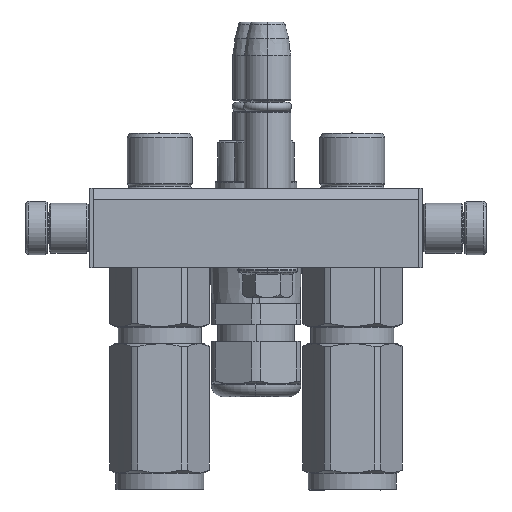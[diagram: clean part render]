
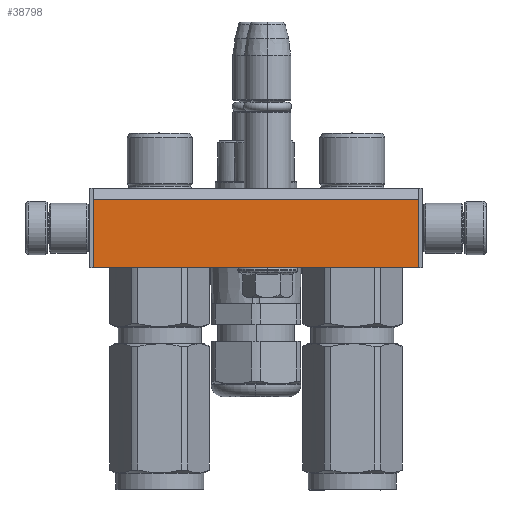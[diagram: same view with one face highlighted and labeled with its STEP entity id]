
A CAD part, left-side view. The second image highlights one B-rep face of the part: STEP entity #38798.
In plain terms, the highlighted face is planar.
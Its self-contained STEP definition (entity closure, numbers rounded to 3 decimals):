
#5562 = CARTESIAN_POINT ( 'NONE',  ( -21., 0., 24. ) ) ;
#7576 = VERTEX_POINT ( 'NONE', #24522 ) ;
#9800 = ORIENTED_EDGE ( 'NONE', *, *, #37396, .T. ) ;
#10002 = EDGE_CURVE ( 'NONE', #51210, #19899, #29168, .T. ) ;
#15533 = AXIS2_PLACEMENT_3D ( 'NONE', #5562, #57890, #21425 ) ;
#19205 = LINE ( 'NONE', #59643, #37837 ) ;
#19899 = VERTEX_POINT ( 'NONE', #49164 ) ;
#20922 = LINE ( 'NONE', #50150, #33862 ) ;
#21425 = DIRECTION ( 'NONE',  ( 1., 0., 0. ) ) ;
#23891 = VECTOR ( 'NONE', #54230, 1000. ) ;
#24522 = CARTESIAN_POINT ( 'NONE',  ( 78., 3.464, 24. ) ) ;
#24777 = DIRECTION ( 'NONE',  ( 0., 1., 0. ) ) ;
#27529 = VECTOR ( 'NONE', #52363, 1000. ) ;
#27909 = LINE ( 'NONE', #37961, #23891 ) ;
#29168 = LINE ( 'NONE', #37397, #27529 ) ;
#30511 = EDGE_LOOP ( 'NONE', ( #51767, #35539, #64683, #9800 ) ) ;
#32510 = FACE_OUTER_BOUND ( 'NONE', #30511, .T. ) ;
#33862 = VECTOR ( 'NONE', #24777, 1000. ) ;
#35539 = ORIENTED_EDGE ( 'NONE', *, *, #45848, .F. ) ;
#35691 = CARTESIAN_POINT ( 'NONE',  ( -20., 24., 24. ) ) ;
#37396 = EDGE_CURVE ( 'NONE', #7576, #19899, #27909, .T. ) ;
#37397 = CARTESIAN_POINT ( 'NONE',  ( -20., 24., 24. ) ) ;
#37837 = VECTOR ( 'NONE', #39064, 1000. ) ;
#37961 = CARTESIAN_POINT ( 'NONE',  ( 78., 3.464, 24. ) ) ;
#38798 = ADVANCED_FACE ( 'NONE', ( #32510 ), #62401, .T. ) ;
#39064 = DIRECTION ( 'NONE',  ( 1., 0., 0. ) ) ;
#42510 = VERTEX_POINT ( 'NONE', #50669 ) ;
#45848 = EDGE_CURVE ( 'NONE', #42510, #51210, #20922, .T. ) ;
#49164 = CARTESIAN_POINT ( 'NONE',  ( 78., 24., 24. ) ) ;
#50150 = CARTESIAN_POINT ( 'NONE',  ( -20., 3.464, 24. ) ) ;
#50669 = CARTESIAN_POINT ( 'NONE',  ( -20., 3.464, 24. ) ) ;
#51210 = VERTEX_POINT ( 'NONE', #35691 ) ;
#51767 = ORIENTED_EDGE ( 'NONE', *, *, #10002, .F. ) ;
#52363 = DIRECTION ( 'NONE',  ( 1., 0., 0. ) ) ;
#54230 = DIRECTION ( 'NONE',  ( 0., 1., 0. ) ) ;
#57890 = DIRECTION ( 'NONE',  ( 0., 0., 1. ) ) ;
#58719 = EDGE_CURVE ( 'NONE', #42510, #7576, #19205, .T. ) ;
#59643 = CARTESIAN_POINT ( 'NONE',  ( -20., 3.464, 24. ) ) ;
#62401 = PLANE ( 'NONE',  #15533 ) ;
#64683 = ORIENTED_EDGE ( 'NONE', *, *, #58719, .T. ) ;
